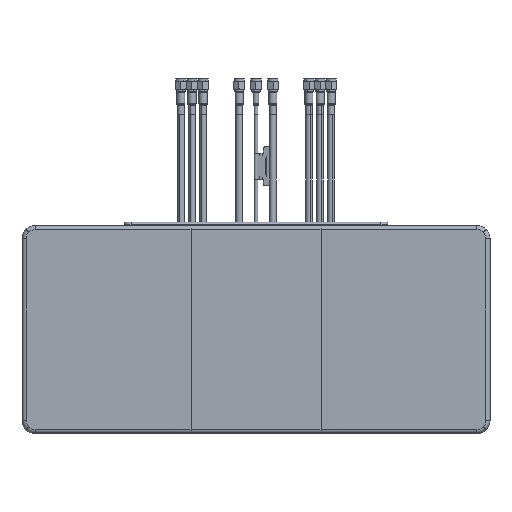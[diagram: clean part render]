
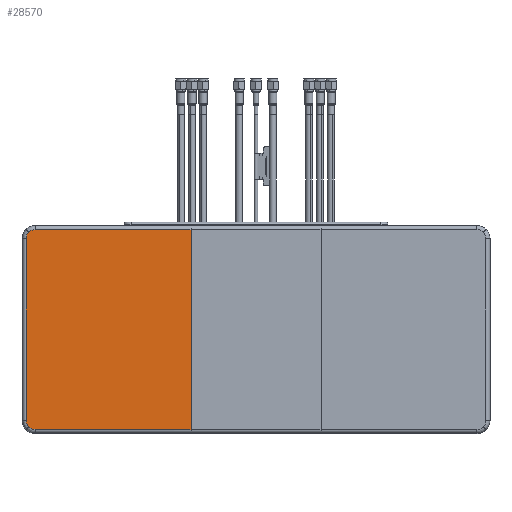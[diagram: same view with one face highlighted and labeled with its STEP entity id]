
A CAD part, front view. The second image highlights one B-rep face of the part: STEP entity #28570.
In plain terms, the highlighted planar face has unit normal (0, -1, 0).
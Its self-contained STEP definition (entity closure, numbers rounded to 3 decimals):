
#404 = CARTESIAN_POINT ( 'NONE',  ( -171.781, -5., 76.891 ) ) ;
#936 = DIRECTION ( 'NONE',  ( -1., 0., 0. ) ) ;
#1551 = LINE ( 'NONE', #24205, #24939 ) ;
#1921 = CARTESIAN_POINT ( 'NONE',  ( -50., -5., 0. ) ) ;
#1931 = EDGE_CURVE ( 'NONE', #46011, #45171, #19220, .T. ) ;
#2133 = ORIENTED_EDGE ( 'NONE', *, *, #43775, .T. ) ;
#2246 = PLANE ( 'NONE',  #17843 ) ;
#2679 = EDGE_CURVE ( 'NONE', #45171, #48478, #18093, .T. ) ;
#4050 = CARTESIAN_POINT ( 'NONE',  ( -169.901, -5., -76.891 ) ) ;
#4907 = CARTESIAN_POINT ( 'NONE',  ( -169.901, -5., 76.891 ) ) ;
#5425 = EDGE_CURVE ( 'NONE', #50659, #6206, #24035, .T. ) ;
#5495 = LINE ( 'NONE', #22308, #53241 ) ;
#5940 = EDGE_LOOP ( 'NONE', ( #20789, #6998, #2133, #35266, #35660, #37669, #7400, #10491 ) ) ;
#6206 = VERTEX_POINT ( 'NONE', #18977 ) ;
#6998 = ORIENTED_EDGE ( 'NONE', *, *, #52360, .T. ) ;
#7400 = ORIENTED_EDGE ( 'NONE', *, *, #17514, .T. ) ;
#7615 = EDGE_CURVE ( 'NONE', #48478, #46902, #41905, .T. ) ;
#9600 = VERTEX_POINT ( 'NONE', #45259 ) ;
#10491 = ORIENTED_EDGE ( 'NONE', *, *, #5425, .T. ) ;
#11750 = CARTESIAN_POINT ( 'NONE',  ( -176.891, -5., -69.901 ) ) ;
#12676 = DIRECTION ( 'NONE',  ( 1., 0., 0. ) ) ;
#14212 = CARTESIAN_POINT ( 'NONE',  ( -171.781, -5., -76.891 ) ) ;
#14571 = CARTESIAN_POINT ( 'NONE',  ( -176.891, -5., -69.752 ) ) ;
#16116 = CARTESIAN_POINT ( 'NONE',  ( 0., -5., 0. ) ) ;
#17514 = EDGE_CURVE ( 'NONE', #46902, #50659, #54501, .T. ) ;
#17843 = AXIS2_PLACEMENT_3D ( 'NONE', #16116, #35041, #58998 ) ;
#18093 =( BOUNDED_CURVE ( )  B_SPLINE_CURVE ( 3, ( #26254, #59117, #49892, #54188 ),
 .UNSPECIFIED., .F., .F. ) 
 B_SPLINE_CURVE_WITH_KNOTS ( ( 4, 4 ),
 ( 0., 0.784 ),
 .UNSPECIFIED. ) 
 CURVE ( )  GEOMETRIC_REPRESENTATION_ITEM ( )  RATIONAL_B_SPLINE_CURVE ( ( 1., 0.949, 0.949, 1. ) ) 
 REPRESENTATION_ITEM ( '' )  );
#18977 = CARTESIAN_POINT ( 'NONE',  ( -169.901, -5., -76.891 ) ) ;
#19220 =( BOUNDED_CURVE ( )  B_SPLINE_CURVE ( 3, ( #4907, #404, #28843, #37881 ),
 .UNSPECIFIED., .F., .F. ) 
 B_SPLINE_CURVE_WITH_KNOTS ( ( 4, 4 ),
 ( 5.499, 6.283 ),
 .UNSPECIFIED. ) 
 CURVE ( )  GEOMETRIC_REPRESENTATION_ITEM ( )  RATIONAL_B_SPLINE_CURVE ( ( 1., 0.949, 0.949, 1. ) ) 
 REPRESENTATION_ITEM ( '' )  );
#20789 = ORIENTED_EDGE ( 'NONE', *, *, #59205, .T. ) ;
#20911 = DIRECTION ( 'NONE',  ( 0., 0., 1. ) ) ;
#22308 = CARTESIAN_POINT ( 'NONE',  ( 169.752, -5., -76.891 ) ) ;
#22481 = CARTESIAN_POINT ( 'NONE',  ( -174.845, -5., -74.845 ) ) ;
#24035 =( BOUNDED_CURVE ( )  B_SPLINE_CURVE ( 3, ( #46494, #32730, #14212, #4050 ),
 .UNSPECIFIED., .F., .F. ) 
 B_SPLINE_CURVE_WITH_KNOTS ( ( 4, 4 ),
 ( 0., 0.784 ),
 .UNSPECIFIED. ) 
 CURVE ( )  GEOMETRIC_REPRESENTATION_ITEM ( )  RATIONAL_B_SPLINE_CURVE ( ( 1., 0.949, 0.949, 1. ) ) 
 REPRESENTATION_ITEM ( '' )  );
#24205 = CARTESIAN_POINT ( 'NONE',  ( -169.752, -5., 76.891 ) ) ;
#24939 = VECTOR ( 'NONE', #936, 1000. ) ;
#26254 = CARTESIAN_POINT ( 'NONE',  ( -174.845, -5., 74.845 ) ) ;
#27710 = DIRECTION ( 'NONE',  ( 0., 0., -1. ) ) ;
#27861 = VECTOR ( 'NONE', #20911, 1000. ) ;
#28570 = ADVANCED_FACE ( 'NONE', ( #31124 ), #2246, .T. ) ;
#28626 = CARTESIAN_POINT ( 'NONE',  ( -169.901, -5., 76.891 ) ) ;
#28843 = CARTESIAN_POINT ( 'NONE',  ( -173.517, -5., 76.173 ) ) ;
#29969 = CARTESIAN_POINT ( 'NONE',  ( -176.891, -5., -69.901 ) ) ;
#31124 = FACE_OUTER_BOUND ( 'NONE', #5940, .T. ) ;
#31715 = CARTESIAN_POINT ( 'NONE',  ( -50., -5., 76.891 ) ) ;
#32730 = CARTESIAN_POINT ( 'NONE',  ( -173.517, -5., -76.173 ) ) ;
#33336 = VERTEX_POINT ( 'NONE', #31715 ) ;
#34312 = CARTESIAN_POINT ( 'NONE',  ( -176.173, -5., -73.517 ) ) ;
#35041 = DIRECTION ( 'NONE',  ( 0., -1., 0. ) ) ;
#35266 = ORIENTED_EDGE ( 'NONE', *, *, #1931, .T. ) ;
#35660 = ORIENTED_EDGE ( 'NONE', *, *, #2679, .T. ) ;
#37669 = ORIENTED_EDGE ( 'NONE', *, *, #7615, .T. ) ;
#37881 = CARTESIAN_POINT ( 'NONE',  ( -174.845, -5., 74.845 ) ) ;
#41905 = LINE ( 'NONE', #14571, #43379 ) ;
#43379 = VECTOR ( 'NONE', #27710, 1000. ) ;
#43775 = EDGE_CURVE ( 'NONE', #33336, #46011, #1551, .T. ) ;
#45171 = VERTEX_POINT ( 'NONE', #52104 ) ;
#45259 = CARTESIAN_POINT ( 'NONE',  ( -50., -5., -76.891 ) ) ;
#46011 = VERTEX_POINT ( 'NONE', #28626 ) ;
#46494 = CARTESIAN_POINT ( 'NONE',  ( -174.845, -5., -74.845 ) ) ;
#46902 = VERTEX_POINT ( 'NONE', #11750 ) ;
#48478 = VERTEX_POINT ( 'NONE', #48838 ) ;
#48838 = CARTESIAN_POINT ( 'NONE',  ( -176.891, -5., 69.901 ) ) ;
#49892 = CARTESIAN_POINT ( 'NONE',  ( -176.891, -5., 71.781 ) ) ;
#49934 = LINE ( 'NONE', #1921, #27861 ) ;
#50659 = VERTEX_POINT ( 'NONE', #22481 ) ;
#52104 = CARTESIAN_POINT ( 'NONE',  ( -174.845, -5., 74.845 ) ) ;
#52360 = EDGE_CURVE ( 'NONE', #9600, #33336, #49934, .T. ) ;
#53241 = VECTOR ( 'NONE', #12676, 1000. ) ;
#53389 = CARTESIAN_POINT ( 'NONE',  ( -174.845, -5., -74.845 ) ) ;
#54188 = CARTESIAN_POINT ( 'NONE',  ( -176.891, -5., 69.901 ) ) ;
#54501 =( BOUNDED_CURVE ( )  B_SPLINE_CURVE ( 3, ( #29969, #58067, #34312, #53389 ),
 .UNSPECIFIED., .F., .F. ) 
 B_SPLINE_CURVE_WITH_KNOTS ( ( 4, 4 ),
 ( 5.499, 6.283 ),
 .UNSPECIFIED. ) 
 CURVE ( )  GEOMETRIC_REPRESENTATION_ITEM ( )  RATIONAL_B_SPLINE_CURVE ( ( 1., 0.949, 0.949, 1. ) ) 
 REPRESENTATION_ITEM ( '' )  );
#58067 = CARTESIAN_POINT ( 'NONE',  ( -176.891, -5., -71.781 ) ) ;
#58998 = DIRECTION ( 'NONE',  ( 0., 0., 1. ) ) ;
#59117 = CARTESIAN_POINT ( 'NONE',  ( -176.173, -5., 73.517 ) ) ;
#59205 = EDGE_CURVE ( 'NONE', #6206, #9600, #5495, .T. ) ;
